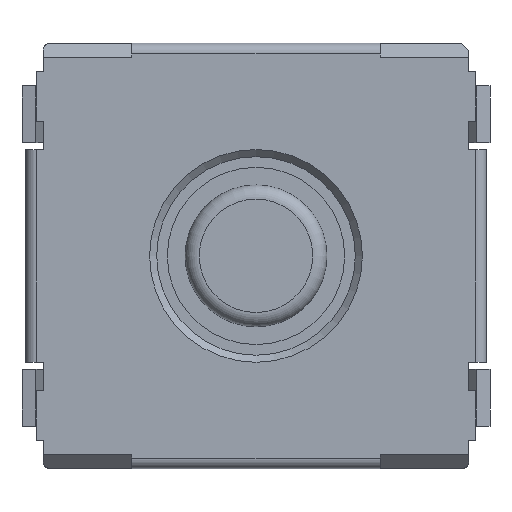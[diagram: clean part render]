
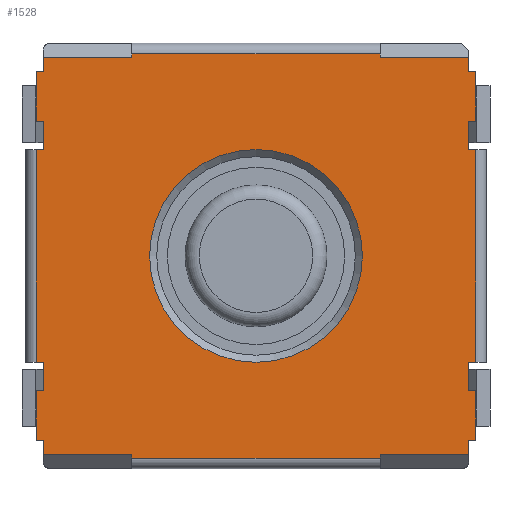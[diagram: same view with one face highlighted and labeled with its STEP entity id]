
A CAD part, top view. The second image highlights one B-rep face of the part: STEP entity #1528.
In plain terms, the highlighted planar face has unit normal (0, 0, 1).
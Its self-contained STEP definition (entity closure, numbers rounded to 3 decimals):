
#13=DIRECTION('',(0.,0.,1.));
#52=VECTOR('',#53,1.);
#53=DIRECTION('',(0.,-1.,0.));
#88=VECTOR('',#89,1.);
#89=DIRECTION('',(0.,-1.,0.));
#194=VECTOR('',#195,1.);
#195=DIRECTION('',(0.,1.,0.));
#198=DIRECTION('',(1.,0.,0.));
#224=DIRECTION('',(-1.,0.,0.));
#234=VECTOR('',#235,1.);
#235=DIRECTION('',(1.,0.,0.));
#268=VECTOR('',#224,1.);
#315=VECTOR('',#316,1.);
#316=DIRECTION('',(-1.,0.,0.));
#341=VECTOR('',#198,1.);
#347=VECTOR('',#348,1.);
#348=DIRECTION('',(0.,1.,0.));
#431=DIRECTION('',(0.,-1.,0.));
#620=VECTOR('',#621,1.);
#621=DIRECTION('',(-1.,0.,0.));
#708=VERTEX_POINT('',#709);
#709=CARTESIAN_POINT('',(-3.,-2.6,1.8));
#711=ORIENTED_EDGE('',*,*,#712,.T.);
#712=EDGE_CURVE('',#708,#713,#715,.T.);
#713=VERTEX_POINT('',#714);
#714=CARTESIAN_POINT('',(-3.,-2.8,1.8));
#715=LINE('',#716,#52);
#716=CARTESIAN_POINT('',(-3.,2.8,1.8));
#736=VECTOR('',#737,1.);
#737=DIRECTION('',(-1.,-0.,-0.));
#741=VECTOR('',#742,1.);
#742=DIRECTION('',(-0.,-1.,-0.));
#752=VERTEX_POINT('',#753);
#753=CARTESIAN_POINT('',(-3.,-1.5,1.8));
#755=ORIENTED_EDGE('',*,*,#756,.T.);
#756=EDGE_CURVE('',#752,#757,#715,.T.);
#757=VERTEX_POINT('',#758);
#758=CARTESIAN_POINT('',(-3.,-1.9,1.8));
#781=VECTOR('',#431,1.);
#788=VERTEX_POINT('',#789);
#789=CARTESIAN_POINT('',(-3.,1.9,1.8));
#791=ORIENTED_EDGE('',*,*,#792,.T.);
#792=EDGE_CURVE('',#788,#793,#715,.T.);
#793=VERTEX_POINT('',#794);
#794=CARTESIAN_POINT('',(-3.,1.5,1.8));
#821=VERTEX_POINT('',#716);
#823=ORIENTED_EDGE('',*,*,#824,.T.);
#824=EDGE_CURVE('',#821,#825,#715,.T.);
#825=VERTEX_POINT('',#826);
#826=CARTESIAN_POINT('',(-3.,2.6,1.8));
#1500=VERTEX_POINT('',#1501);
#1501=CARTESIAN_POINT('',(-1.75,-2.8,1.8));
#1503=ORIENTED_EDGE('',*,*,#1504,.T.);
#1504=EDGE_CURVE('',#1500,#1505,#1507,.T.);
#1505=VERTEX_POINT('',#1506);
#1506=CARTESIAN_POINT('',(-1.75,-2.85,1.8));
#1507=LINE('',#1501,#88);
#1522=ORIENTED_EDGE('',*,*,#1523,.T.);
#1523=EDGE_CURVE('',#713,#1500,#1524,.T.);
#1524=LINE('',#714,#341);
#1528=ADVANCED_FACE('',(#1529,#1668),#1677,.T.);
#1529=FACE_BOUND('',#1530,.T.);
#1530=EDGE_LOOP('',(#1522,#1503,#1531,#1536,#1541,#1545,#1550,#1555,#1560,#1565,#1569,#1574,#1579,#1584,#1588,#1593,#1598,#1603,#1607,#1612,#1617,#1622,#1627,#823,#1629,#1634,#1639,#791,#1642,#1647,#1652,#755,#1655,#1660,#1665,#711));
#1531=ORIENTED_EDGE('',*,*,#1532,.F.);
#1532=EDGE_CURVE('',#1533,#1505,#1535,.T.);
#1533=VERTEX_POINT('',#1534);
#1534=CARTESIAN_POINT('',(1.75,-2.85,1.8));
#1535=LINE('',#1534,#620);
#1536=ORIENTED_EDGE('',*,*,#1537,.F.);
#1537=EDGE_CURVE('',#1538,#1533,#1540,.T.);
#1538=VERTEX_POINT('',#1539);
#1539=CARTESIAN_POINT('',(1.75,-2.8,1.8));
#1540=LINE('',#1539,#88);
#1541=ORIENTED_EDGE('',*,*,#1542,.T.);
#1542=EDGE_CURVE('',#1538,#1543,#1524,.T.);
#1543=VERTEX_POINT('',#1544);
#1544=CARTESIAN_POINT('',(3.,-2.8,1.8));
#1545=ORIENTED_EDGE('',*,*,#1546,.T.);
#1546=EDGE_CURVE('',#1543,#1547,#1549,.T.);
#1547=VERTEX_POINT('',#1548);
#1548=CARTESIAN_POINT('',(3.,-2.6,1.8));
#1549=LINE('',#1544,#347);
#1550=ORIENTED_EDGE('',*,*,#1551,.F.);
#1551=EDGE_CURVE('',#1552,#1547,#1554,.T.);
#1552=VERTEX_POINT('',#1553);
#1553=CARTESIAN_POINT('',(3.1,-2.6,1.8));
#1554=LINE('',#1553,#268);
#1555=ORIENTED_EDGE('',*,*,#1556,.F.);
#1556=EDGE_CURVE('',#1557,#1552,#1559,.T.);
#1557=VERTEX_POINT('',#1558);
#1558=CARTESIAN_POINT('',(3.1,-1.9,1.8));
#1559=LINE('',#1558,#52);
#1560=ORIENTED_EDGE('',*,*,#1561,.F.);
#1561=EDGE_CURVE('',#1562,#1557,#1564,.T.);
#1562=VERTEX_POINT('',#1563);
#1563=CARTESIAN_POINT('',(3.,-1.9,1.8));
#1564=LINE('',#1563,#341);
#1565=ORIENTED_EDGE('',*,*,#1566,.T.);
#1566=EDGE_CURVE('',#1562,#1567,#1549,.T.);
#1567=VERTEX_POINT('',#1568);
#1568=CARTESIAN_POINT('',(3.,-1.5,1.8));
#1569=ORIENTED_EDGE('',*,*,#1570,.T.);
#1570=EDGE_CURVE('',#1567,#1571,#1573,.T.);
#1571=VERTEX_POINT('',#1572);
#1572=CARTESIAN_POINT('',(3.1,-1.5,1.8));
#1573=LINE('',#1568,#341);
#1574=ORIENTED_EDGE('',*,*,#1575,.T.);
#1575=EDGE_CURVE('',#1571,#1576,#1578,.T.);
#1576=VERTEX_POINT('',#1577);
#1577=CARTESIAN_POINT('',(3.1,1.5,1.8));
#1578=LINE('',#1572,#347);
#1579=ORIENTED_EDGE('',*,*,#1580,.F.);
#1580=EDGE_CURVE('',#1581,#1576,#1583,.T.);
#1581=VERTEX_POINT('',#1582);
#1582=CARTESIAN_POINT('',(3.,1.5,1.8));
#1583=LINE('',#1582,#341);
#1584=ORIENTED_EDGE('',*,*,#1585,.T.);
#1585=EDGE_CURVE('',#1581,#1586,#1549,.T.);
#1586=VERTEX_POINT('',#1587);
#1587=CARTESIAN_POINT('',(3.,1.9,1.8));
#1588=ORIENTED_EDGE('',*,*,#1589,.F.);
#1589=EDGE_CURVE('',#1590,#1586,#1592,.T.);
#1590=VERTEX_POINT('',#1591);
#1591=CARTESIAN_POINT('',(3.1,1.9,1.8));
#1592=LINE('',#1591,#268);
#1593=ORIENTED_EDGE('',*,*,#1594,.F.);
#1594=EDGE_CURVE('',#1595,#1590,#1597,.T.);
#1595=VERTEX_POINT('',#1596);
#1596=CARTESIAN_POINT('',(3.1,2.6,1.8));
#1597=LINE('',#1596,#52);
#1598=ORIENTED_EDGE('',*,*,#1599,.F.);
#1599=EDGE_CURVE('',#1600,#1595,#1602,.T.);
#1600=VERTEX_POINT('',#1601);
#1601=CARTESIAN_POINT('',(3.,2.6,1.8));
#1602=LINE('',#1601,#341);
#1603=ORIENTED_EDGE('',*,*,#1604,.T.);
#1604=EDGE_CURVE('',#1600,#1605,#1549,.T.);
#1605=VERTEX_POINT('',#1606);
#1606=CARTESIAN_POINT('',(3.,2.8,1.8));
#1607=ORIENTED_EDGE('',*,*,#1608,.T.);
#1608=EDGE_CURVE('',#1605,#1609,#1611,.T.);
#1609=VERTEX_POINT('',#1610);
#1610=CARTESIAN_POINT('',(1.75,2.8,1.8));
#1611=LINE('',#1606,#268);
#1612=ORIENTED_EDGE('',*,*,#1613,.T.);
#1613=EDGE_CURVE('',#1609,#1614,#1616,.T.);
#1614=VERTEX_POINT('',#1615);
#1615=CARTESIAN_POINT('',(1.75,2.85,1.8));
#1616=LINE('',#1610,#194);
#1617=ORIENTED_EDGE('',*,*,#1618,.F.);
#1618=EDGE_CURVE('',#1619,#1614,#1621,.T.);
#1619=VERTEX_POINT('',#1620);
#1620=CARTESIAN_POINT('',(-1.75,2.85,1.8));
#1621=LINE('',#1620,#234);
#1622=ORIENTED_EDGE('',*,*,#1623,.F.);
#1623=EDGE_CURVE('',#1624,#1619,#1626,.T.);
#1624=VERTEX_POINT('',#1625);
#1625=CARTESIAN_POINT('',(-1.75,2.8,1.8));
#1626=LINE('',#1625,#194);
#1627=ORIENTED_EDGE('',*,*,#1628,.T.);
#1628=EDGE_CURVE('',#1624,#821,#1611,.T.);
#1629=ORIENTED_EDGE('',*,*,#1630,.T.);
#1630=EDGE_CURVE('',#825,#1631,#1633,.T.);
#1631=VERTEX_POINT('',#1632);
#1632=CARTESIAN_POINT('',(-3.1,2.6,1.8));
#1633=LINE('',#826,#736);
#1634=ORIENTED_EDGE('',*,*,#1635,.T.);
#1635=EDGE_CURVE('',#1631,#1636,#1638,.T.);
#1636=VERTEX_POINT('',#1637);
#1637=CARTESIAN_POINT('',(-3.1,1.9,1.8));
#1638=LINE('',#1632,#741);
#1639=ORIENTED_EDGE('',*,*,#1640,.T.);
#1640=EDGE_CURVE('',#1636,#788,#1641,.T.);
#1641=LINE('',#1637,#341);
#1642=ORIENTED_EDGE('',*,*,#1643,.T.);
#1643=EDGE_CURVE('',#793,#1644,#1646,.T.);
#1644=VERTEX_POINT('',#1645);
#1645=CARTESIAN_POINT('',(-3.1,1.5,1.8));
#1646=LINE('',#794,#315);
#1647=ORIENTED_EDGE('',*,*,#1648,.T.);
#1648=EDGE_CURVE('',#1644,#1649,#1651,.T.);
#1649=VERTEX_POINT('',#1650);
#1650=CARTESIAN_POINT('',(-3.1,-1.5,1.8));
#1651=LINE('',#1645,#781);
#1652=ORIENTED_EDGE('',*,*,#1653,.F.);
#1653=EDGE_CURVE('',#752,#1649,#1654,.T.);
#1654=LINE('',#753,#315);
#1655=ORIENTED_EDGE('',*,*,#1656,.T.);
#1656=EDGE_CURVE('',#757,#1657,#1659,.T.);
#1657=VERTEX_POINT('',#1658);
#1658=CARTESIAN_POINT('',(-3.1,-1.9,1.8));
#1659=LINE('',#758,#736);
#1660=ORIENTED_EDGE('',*,*,#1661,.T.);
#1661=EDGE_CURVE('',#1657,#1662,#1664,.T.);
#1662=VERTEX_POINT('',#1663);
#1663=CARTESIAN_POINT('',(-3.1,-2.6,1.8));
#1664=LINE('',#1658,#741);
#1665=ORIENTED_EDGE('',*,*,#1666,.T.);
#1666=EDGE_CURVE('',#1662,#708,#1667,.T.);
#1667=LINE('',#1663,#341);
#1668=FACE_BOUND('',#1669,.T.);
#1669=EDGE_LOOP('',(#1670));
#1670=ORIENTED_EDGE('',*,*,#1671,.F.);
#1671=EDGE_CURVE('',#1672,#1672,#1674,.T.);
#1672=VERTEX_POINT('',#1673);
#1673=CARTESIAN_POINT('',(1.5,0.,1.8));
#1674=CIRCLE('',#1675,1.5);
#1675=AXIS2_PLACEMENT_3D('',#1676,#13,#198);
#1676=CARTESIAN_POINT('',(0.,0.,1.8));
#1677=PLANE('',#1675);
